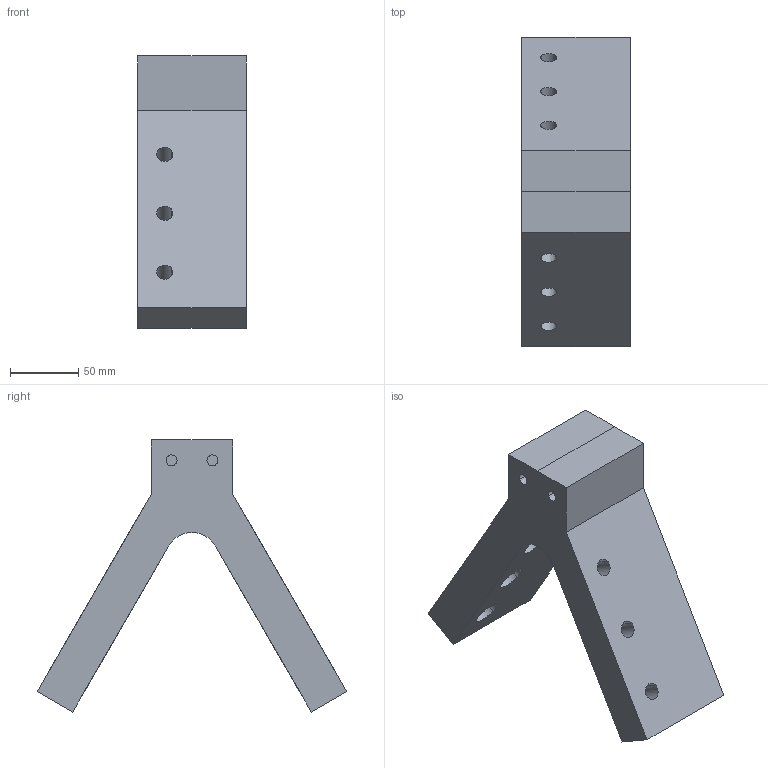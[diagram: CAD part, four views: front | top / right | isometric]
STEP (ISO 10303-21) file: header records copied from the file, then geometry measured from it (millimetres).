
FILE_DESCRIPTION(('Open CASCADE Model'),'2;1');
FILE_NAME('Open CASCADE Shape Model','2024-12-02T00:59:01',('Author'),( 'Open CASCADE'),'Open CASCADE STEP processor 7.4','Open CASCADE 7.4' ,'Unknown');
FILE_SCHEMA(('CONFIG_CONTROL_DESIGN'));
Length unit declared in the file: millimetre
Products named in the file (1): Open CASCADE STEP translator 7.4 5
Bounding box: 80 x 227.43 x 200 mm (x, y, z)
Volume: 1016937.3 mm3; surface area: 105212.3 mm2
Topology: 1 solids, 1 shells, 49 faces, 117 edges, 78 vertices
Faces by surface type: cylinder 25, plane 20, cone 4
Entity records: 3070 total; most frequent: CARTESIAN_POINT 551, DIRECTION 497, LINE 235, VECTOR 235, ORIENTED_EDGE 234, PCURVE 234, DEFINITIONAL_REPRESENTATION 234, EDGE_CURVE 117
